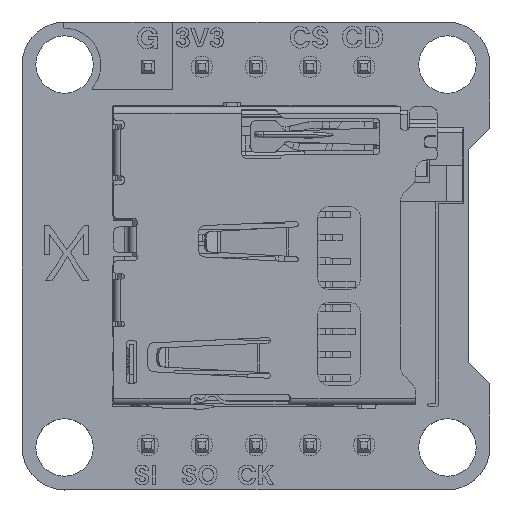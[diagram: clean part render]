
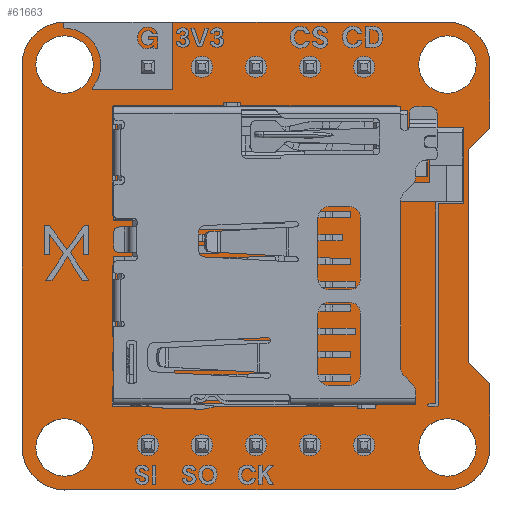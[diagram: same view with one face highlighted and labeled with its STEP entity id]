
A CAD part, top view. The second image highlights one B-rep face of the part: STEP entity #61663.
In plain terms, the highlighted planar face has unit normal (0, 0, 1).
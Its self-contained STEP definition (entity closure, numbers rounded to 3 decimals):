
#61328 = VERTEX_POINT('',#61329);
#61329 = CARTESIAN_POINT('',(8.998,11.,1.51));
#61335 = EDGE_CURVE('',#61328,#61336,#61338,.T.);
#61336 = VERTEX_POINT('',#61337);
#61337 = CARTESIAN_POINT('',(10.998,9.,1.51));
#61338 = CIRCLE('',#61339,2.);
#61339 = AXIS2_PLACEMENT_3D('',#61340,#61341,#61342);
#61340 = CARTESIAN_POINT('',(8.998,9.,1.51));
#61341 = DIRECTION('',(0.,0.,-1.));
#61342 = DIRECTION('',(0.,1.,0.));
#61370 = VERTEX_POINT('',#61371);
#61371 = CARTESIAN_POINT('',(-9.002,11.,1.51));
#61377 = EDGE_CURVE('',#61370,#61328,#61378,.T.);
#61378 = LINE('',#61379,#61380);
#61379 = CARTESIAN_POINT('',(-9.002,11.,1.51));
#61380 = VECTOR('',#61381,1.);
#61381 = DIRECTION('',(1.,0.,0.));
#61399 = EDGE_CURVE('',#61336,#61400,#61402,.T.);
#61400 = VERTEX_POINT('',#61401);
#61401 = CARTESIAN_POINT('',(10.998,6.,1.51));
#61402 = LINE('',#61403,#61404);
#61403 = CARTESIAN_POINT('',(10.998,9.,1.51));
#61404 = VECTOR('',#61405,1.);
#61405 = DIRECTION('',(0.,-1.,0.));
#61663 = ADVANCED_FACE('',(#61664,#61742,#61753,#61764,#61775,#61786,
    #61797,#61808,#61819,#61830,#61841,#61852,#61863,#61874,#61885),
  #61896,.T.);
#61664 = FACE_BOUND('',#61665,.T.);
#61665 = EDGE_LOOP('',(#61666,#61667,#61668,#61677,#61685,#61694,#61702,
    #61711,#61719,#61727,#61735,#61741));
#61666 = ORIENTED_EDGE('',*,*,#61335,.F.);
#61667 = ORIENTED_EDGE('',*,*,#61377,.F.);
#61668 = ORIENTED_EDGE('',*,*,#61669,.F.);
#61669 = EDGE_CURVE('',#61670,#61370,#61672,.T.);
#61670 = VERTEX_POINT('',#61671);
#61671 = CARTESIAN_POINT('',(-11.002,9.,1.51));
#61672 = CIRCLE('',#61673,2.);
#61673 = AXIS2_PLACEMENT_3D('',#61674,#61675,#61676);
#61674 = CARTESIAN_POINT('',(-9.002,9.,1.51));
#61675 = DIRECTION('',(0.,0.,-1.));
#61676 = DIRECTION('',(-1.,0.,-0.));
#61677 = ORIENTED_EDGE('',*,*,#61678,.F.);
#61678 = EDGE_CURVE('',#61679,#61670,#61681,.T.);
#61679 = VERTEX_POINT('',#61680);
#61680 = CARTESIAN_POINT('',(-11.002,-9.,1.51));
#61681 = LINE('',#61682,#61683);
#61682 = CARTESIAN_POINT('',(-11.002,-9.,1.51));
#61683 = VECTOR('',#61684,1.);
#61684 = DIRECTION('',(0.,1.,0.));
#61685 = ORIENTED_EDGE('',*,*,#61686,.F.);
#61686 = EDGE_CURVE('',#61687,#61679,#61689,.T.);
#61687 = VERTEX_POINT('',#61688);
#61688 = CARTESIAN_POINT('',(-9.002,-11.,1.51));
#61689 = CIRCLE('',#61690,2.);
#61690 = AXIS2_PLACEMENT_3D('',#61691,#61692,#61693);
#61691 = CARTESIAN_POINT('',(-9.002,-9.,1.51));
#61692 = DIRECTION('',(0.,0.,-1.));
#61693 = DIRECTION('',(0.,-1.,0.));
#61694 = ORIENTED_EDGE('',*,*,#61695,.F.);
#61695 = EDGE_CURVE('',#61696,#61687,#61698,.T.);
#61696 = VERTEX_POINT('',#61697);
#61697 = CARTESIAN_POINT('',(8.998,-11.,1.51));
#61698 = LINE('',#61699,#61700);
#61699 = CARTESIAN_POINT('',(8.998,-11.,1.51));
#61700 = VECTOR('',#61701,1.);
#61701 = DIRECTION('',(-1.,0.,0.));
#61702 = ORIENTED_EDGE('',*,*,#61703,.F.);
#61703 = EDGE_CURVE('',#61704,#61696,#61706,.T.);
#61704 = VERTEX_POINT('',#61705);
#61705 = CARTESIAN_POINT('',(10.998,-9.,1.51));
#61706 = CIRCLE('',#61707,2.);
#61707 = AXIS2_PLACEMENT_3D('',#61708,#61709,#61710);
#61708 = CARTESIAN_POINT('',(8.998,-9.,1.51));
#61709 = DIRECTION('',(0.,0.,-1.));
#61710 = DIRECTION('',(1.,0.,0.));
#61711 = ORIENTED_EDGE('',*,*,#61712,.F.);
#61712 = EDGE_CURVE('',#61713,#61704,#61715,.T.);
#61713 = VERTEX_POINT('',#61714);
#61714 = CARTESIAN_POINT('',(10.998,-6.,1.51));
#61715 = LINE('',#61716,#61717);
#61716 = CARTESIAN_POINT('',(10.998,-6.,1.51));
#61717 = VECTOR('',#61718,1.);
#61718 = DIRECTION('',(0.,-1.,0.));
#61719 = ORIENTED_EDGE('',*,*,#61720,.F.);
#61720 = EDGE_CURVE('',#61721,#61713,#61723,.T.);
#61721 = VERTEX_POINT('',#61722);
#61722 = CARTESIAN_POINT('',(9.967,-4.993,1.51));
#61723 = LINE('',#61724,#61725);
#61724 = CARTESIAN_POINT('',(9.967,-4.993,1.51));
#61725 = VECTOR('',#61726,1.);
#61726 = DIRECTION('',(0.715,-0.699,0.));
#61727 = ORIENTED_EDGE('',*,*,#61728,.F.);
#61728 = EDGE_CURVE('',#61729,#61721,#61731,.T.);
#61729 = VERTEX_POINT('',#61730);
#61730 = CARTESIAN_POINT('',(9.967,5.007,1.51));
#61731 = LINE('',#61732,#61733);
#61732 = CARTESIAN_POINT('',(9.967,5.007,1.51));
#61733 = VECTOR('',#61734,1.);
#61734 = DIRECTION('',(0.,-1.,0.));
#61735 = ORIENTED_EDGE('',*,*,#61736,.F.);
#61736 = EDGE_CURVE('',#61400,#61729,#61737,.T.);
#61737 = LINE('',#61738,#61739);
#61738 = CARTESIAN_POINT('',(10.998,6.,1.51));
#61739 = VECTOR('',#61740,1.);
#61740 = DIRECTION('',(-0.72,-0.694,0.));
#61741 = ORIENTED_EDGE('',*,*,#61399,.F.);
#61742 = FACE_BOUND('',#61743,.T.);
#61743 = EDGE_LOOP('',(#61744));
#61744 = ORIENTED_EDGE('',*,*,#61745,.T.);
#61745 = EDGE_CURVE('',#61746,#61746,#61748,.T.);
#61746 = VERTEX_POINT('',#61747);
#61747 = CARTESIAN_POINT('',(-9.002,-10.35,1.51));
#61748 = CIRCLE('',#61749,1.35);
#61749 = AXIS2_PLACEMENT_3D('',#61750,#61751,#61752);
#61750 = CARTESIAN_POINT('',(-9.002,-9.,1.51));
#61751 = DIRECTION('',(-0.,0.,-1.));
#61752 = DIRECTION('',(-0.,-1.,0.));
#61753 = FACE_BOUND('',#61754,.T.);
#61754 = EDGE_LOOP('',(#61755));
#61755 = ORIENTED_EDGE('',*,*,#61756,.T.);
#61756 = EDGE_CURVE('',#61757,#61757,#61759,.T.);
#61757 = VERTEX_POINT('',#61758);
#61758 = CARTESIAN_POINT('',(-5.082,-9.39,1.51));
#61759 = CIRCLE('',#61760,0.5);
#61760 = AXIS2_PLACEMENT_3D('',#61761,#61762,#61763);
#61761 = CARTESIAN_POINT('',(-5.082,-8.89,1.51));
#61762 = DIRECTION('',(-0.,0.,-1.));
#61763 = DIRECTION('',(-0.,-1.,0.));
#61764 = FACE_BOUND('',#61765,.T.);
#61765 = EDGE_LOOP('',(#61766));
#61766 = ORIENTED_EDGE('',*,*,#61767,.T.);
#61767 = EDGE_CURVE('',#61768,#61768,#61770,.T.);
#61768 = VERTEX_POINT('',#61769);
#61769 = CARTESIAN_POINT('',(-2.542,-9.39,1.51));
#61770 = CIRCLE('',#61771,0.5);
#61771 = AXIS2_PLACEMENT_3D('',#61772,#61773,#61774);
#61772 = CARTESIAN_POINT('',(-2.542,-8.89,1.51));
#61773 = DIRECTION('',(-0.,0.,-1.));
#61774 = DIRECTION('',(-0.,-1.,0.));
#61775 = FACE_BOUND('',#61776,.T.);
#61776 = EDGE_LOOP('',(#61777));
#61777 = ORIENTED_EDGE('',*,*,#61778,.T.);
#61778 = EDGE_CURVE('',#61779,#61779,#61781,.T.);
#61779 = VERTEX_POINT('',#61780);
#61780 = CARTESIAN_POINT('',(-0.002,-9.39,1.51));
#61781 = CIRCLE('',#61782,0.5);
#61782 = AXIS2_PLACEMENT_3D('',#61783,#61784,#61785);
#61783 = CARTESIAN_POINT('',(-0.002,-8.89,1.51));
#61784 = DIRECTION('',(-0.,0.,-1.));
#61785 = DIRECTION('',(0.,-1.,-0.));
#61786 = FACE_BOUND('',#61787,.T.);
#61787 = EDGE_LOOP('',(#61788));
#61788 = ORIENTED_EDGE('',*,*,#61789,.T.);
#61789 = EDGE_CURVE('',#61790,#61790,#61792,.T.);
#61790 = VERTEX_POINT('',#61791);
#61791 = CARTESIAN_POINT('',(2.538,-9.39,1.51));
#61792 = CIRCLE('',#61793,0.5);
#61793 = AXIS2_PLACEMENT_3D('',#61794,#61795,#61796);
#61794 = CARTESIAN_POINT('',(2.538,-8.89,1.51));
#61795 = DIRECTION('',(-0.,0.,-1.));
#61796 = DIRECTION('',(-0.,-1.,0.));
#61797 = FACE_BOUND('',#61798,.T.);
#61798 = EDGE_LOOP('',(#61799));
#61799 = ORIENTED_EDGE('',*,*,#61800,.T.);
#61800 = EDGE_CURVE('',#61801,#61801,#61803,.T.);
#61801 = VERTEX_POINT('',#61802);
#61802 = CARTESIAN_POINT('',(5.078,-9.39,1.51));
#61803 = CIRCLE('',#61804,0.5);
#61804 = AXIS2_PLACEMENT_3D('',#61805,#61806,#61807);
#61805 = CARTESIAN_POINT('',(5.078,-8.89,1.51));
#61806 = DIRECTION('',(-0.,0.,-1.));
#61807 = DIRECTION('',(-0.,-1.,0.));
#61808 = FACE_BOUND('',#61809,.T.);
#61809 = EDGE_LOOP('',(#61810));
#61810 = ORIENTED_EDGE('',*,*,#61811,.T.);
#61811 = EDGE_CURVE('',#61812,#61812,#61814,.T.);
#61812 = VERTEX_POINT('',#61813);
#61813 = CARTESIAN_POINT('',(8.998,-10.35,1.51));
#61814 = CIRCLE('',#61815,1.35);
#61815 = AXIS2_PLACEMENT_3D('',#61816,#61817,#61818);
#61816 = CARTESIAN_POINT('',(8.998,-9.,1.51));
#61817 = DIRECTION('',(-0.,0.,-1.));
#61818 = DIRECTION('',(-0.,-1.,0.));
#61819 = FACE_BOUND('',#61820,.T.);
#61820 = EDGE_LOOP('',(#61821));
#61821 = ORIENTED_EDGE('',*,*,#61822,.T.);
#61822 = EDGE_CURVE('',#61823,#61823,#61825,.T.);
#61823 = VERTEX_POINT('',#61824);
#61824 = CARTESIAN_POINT('',(-9.002,7.65,1.51));
#61825 = CIRCLE('',#61826,1.35);
#61826 = AXIS2_PLACEMENT_3D('',#61827,#61828,#61829);
#61827 = CARTESIAN_POINT('',(-9.002,9.,1.51));
#61828 = DIRECTION('',(-0.,0.,-1.));
#61829 = DIRECTION('',(-0.,-1.,0.));
#61830 = FACE_BOUND('',#61831,.T.);
#61831 = EDGE_LOOP('',(#61832));
#61832 = ORIENTED_EDGE('',*,*,#61833,.T.);
#61833 = EDGE_CURVE('',#61834,#61834,#61836,.T.);
#61834 = VERTEX_POINT('',#61835);
#61835 = CARTESIAN_POINT('',(-5.082,8.39,1.51));
#61836 = CIRCLE('',#61837,0.5);
#61837 = AXIS2_PLACEMENT_3D('',#61838,#61839,#61840);
#61838 = CARTESIAN_POINT('',(-5.082,8.89,1.51));
#61839 = DIRECTION('',(-0.,0.,-1.));
#61840 = DIRECTION('',(-0.,-1.,0.));
#61841 = FACE_BOUND('',#61842,.T.);
#61842 = EDGE_LOOP('',(#61843));
#61843 = ORIENTED_EDGE('',*,*,#61844,.T.);
#61844 = EDGE_CURVE('',#61845,#61845,#61847,.T.);
#61845 = VERTEX_POINT('',#61846);
#61846 = CARTESIAN_POINT('',(-2.542,8.39,1.51));
#61847 = CIRCLE('',#61848,0.5);
#61848 = AXIS2_PLACEMENT_3D('',#61849,#61850,#61851);
#61849 = CARTESIAN_POINT('',(-2.542,8.89,1.51));
#61850 = DIRECTION('',(-0.,0.,-1.));
#61851 = DIRECTION('',(-0.,-1.,0.));
#61852 = FACE_BOUND('',#61853,.T.);
#61853 = EDGE_LOOP('',(#61854));
#61854 = ORIENTED_EDGE('',*,*,#61855,.T.);
#61855 = EDGE_CURVE('',#61856,#61856,#61858,.T.);
#61856 = VERTEX_POINT('',#61857);
#61857 = CARTESIAN_POINT('',(-0.002,8.39,1.51));
#61858 = CIRCLE('',#61859,0.5);
#61859 = AXIS2_PLACEMENT_3D('',#61860,#61861,#61862);
#61860 = CARTESIAN_POINT('',(-0.002,8.89,1.51));
#61861 = DIRECTION('',(-0.,0.,-1.));
#61862 = DIRECTION('',(0.,-1.,-0.));
#61863 = FACE_BOUND('',#61864,.T.);
#61864 = EDGE_LOOP('',(#61865));
#61865 = ORIENTED_EDGE('',*,*,#61866,.T.);
#61866 = EDGE_CURVE('',#61867,#61867,#61869,.T.);
#61867 = VERTEX_POINT('',#61868);
#61868 = CARTESIAN_POINT('',(2.538,8.39,1.51));
#61869 = CIRCLE('',#61870,0.5);
#61870 = AXIS2_PLACEMENT_3D('',#61871,#61872,#61873);
#61871 = CARTESIAN_POINT('',(2.538,8.89,1.51));
#61872 = DIRECTION('',(-0.,0.,-1.));
#61873 = DIRECTION('',(-0.,-1.,0.));
#61874 = FACE_BOUND('',#61875,.T.);
#61875 = EDGE_LOOP('',(#61876));
#61876 = ORIENTED_EDGE('',*,*,#61877,.T.);
#61877 = EDGE_CURVE('',#61878,#61878,#61880,.T.);
#61878 = VERTEX_POINT('',#61879);
#61879 = CARTESIAN_POINT('',(5.078,8.39,1.51));
#61880 = CIRCLE('',#61881,0.5);
#61881 = AXIS2_PLACEMENT_3D('',#61882,#61883,#61884);
#61882 = CARTESIAN_POINT('',(5.078,8.89,1.51));
#61883 = DIRECTION('',(-0.,0.,-1.));
#61884 = DIRECTION('',(-0.,-1.,0.));
#61885 = FACE_BOUND('',#61886,.T.);
#61886 = EDGE_LOOP('',(#61887));
#61887 = ORIENTED_EDGE('',*,*,#61888,.T.);
#61888 = EDGE_CURVE('',#61889,#61889,#61891,.T.);
#61889 = VERTEX_POINT('',#61890);
#61890 = CARTESIAN_POINT('',(8.998,7.65,1.51));
#61891 = CIRCLE('',#61892,1.35);
#61892 = AXIS2_PLACEMENT_3D('',#61893,#61894,#61895);
#61893 = CARTESIAN_POINT('',(8.998,9.,1.51));
#61894 = DIRECTION('',(-0.,0.,-1.));
#61895 = DIRECTION('',(-0.,-1.,0.));
#61896 = PLANE('',#61897);
#61897 = AXIS2_PLACEMENT_3D('',#61898,#61899,#61900);
#61898 = CARTESIAN_POINT('',(0.,0.,1.51));
#61899 = DIRECTION('',(0.,0.,1.));
#61900 = DIRECTION('',(1.,0.,-0.));
